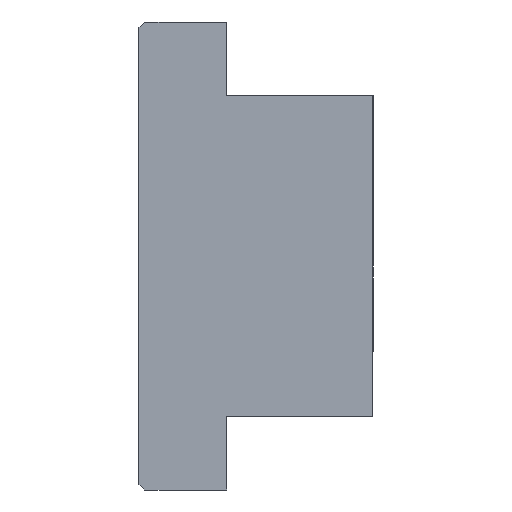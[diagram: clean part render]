
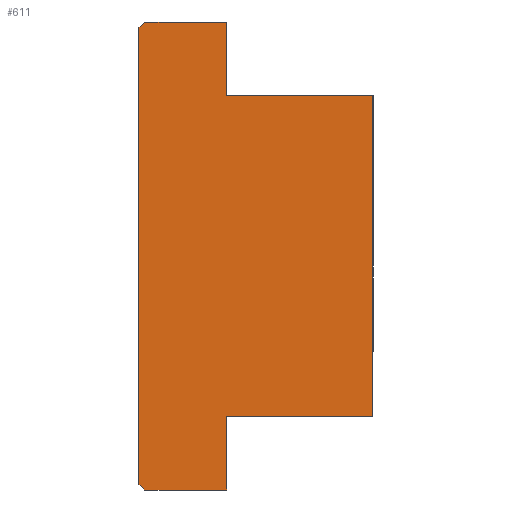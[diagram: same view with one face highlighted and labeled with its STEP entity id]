
A CAD part, left-side view. The second image highlights one B-rep face of the part: STEP entity #611.
In plain terms, the highlighted planar face has unit normal (-1, 0, 0).
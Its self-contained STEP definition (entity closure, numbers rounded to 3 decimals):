
#1 = VERTEX_POINT ( 'NONE', #480 ) ;
#39 = CARTESIAN_POINT ( 'NONE',  ( 0., -1., -80. ) ) ;
#40 = EDGE_CURVE ( 'NONE', #123, #1, #112, .T. ) ;
#47 = VERTEX_POINT ( 'NONE', #140 ) ;
#52 = DIRECTION ( 'NONE',  ( 0., 0., 1. ) ) ;
#56 = LINE ( 'NONE', #113, #570 ) ;
#66 = ORIENTED_EDGE ( 'NONE', *, *, #651, .T. ) ;
#76 = EDGE_CURVE ( 'NONE', #481, #47, #540, .T. ) ;
#91 = ORIENTED_EDGE ( 'NONE', *, *, #154, .F. ) ;
#101 = ORIENTED_EDGE ( 'NONE', *, *, #184, .F. ) ;
#103 = CARTESIAN_POINT ( 'NONE',  ( 0., -15., -67.5 ) ) ;
#105 = CARTESIAN_POINT ( 'NONE',  ( 0., 0., 0. ) ) ;
#110 = CARTESIAN_POINT ( 'NONE',  ( 0., 0., -79. ) ) ;
#112 = LINE ( 'NONE', #304, #357 ) ;
#113 = CARTESIAN_POINT ( 'NONE',  ( 0., -0.5, -0.5 ) ) ;
#123 = VERTEX_POINT ( 'NONE', #133 ) ;
#133 = CARTESIAN_POINT ( 'NONE',  ( 0., -1., 0. ) ) ;
#135 = EDGE_CURVE ( 'NONE', #144, #481, #139, .T. ) ;
#139 = LINE ( 'NONE', #652, #645 ) ;
#140 = CARTESIAN_POINT ( 'NONE',  ( 0., -40., -67.5 ) ) ;
#144 = VERTEX_POINT ( 'NONE', #707 ) ;
#154 = EDGE_CURVE ( 'NONE', #733, #265, #646, .T. ) ;
#157 = CARTESIAN_POINT ( 'NONE',  ( 0., 0., 0. ) ) ;
#169 = ORIENTED_EDGE ( 'NONE', *, *, #525, .T. ) ;
#184 = EDGE_CURVE ( 'NONE', #1, #144, #539, .T. ) ;
#223 = PLANE ( 'NONE',  #576 ) ;
#228 = ORIENTED_EDGE ( 'NONE', *, *, #40, .F. ) ;
#236 = ORIENTED_EDGE ( 'NONE', *, *, #556, .F. ) ;
#253 = FACE_OUTER_BOUND ( 'NONE', #413, .T. ) ;
#259 = VECTOR ( 'NONE', #301, 1000. ) ;
#264 = CARTESIAN_POINT ( 'NONE',  ( 0., -40., -12.5 ) ) ;
#265 = VERTEX_POINT ( 'NONE', #39 ) ;
#273 = DIRECTION ( 'NONE',  ( 0., 0.707, -0.707 ) ) ;
#292 = LINE ( 'NONE', #157, #742 ) ;
#301 = DIRECTION ( 'NONE',  ( 0., 0., -1. ) ) ;
#304 = CARTESIAN_POINT ( 'NONE',  ( 0., -15., 0. ) ) ;
#309 = EDGE_CURVE ( 'NONE', #425, #339, #292, .T. ) ;
#335 = DIRECTION ( 'NONE',  ( 0., 1., 0. ) ) ;
#339 = VERTEX_POINT ( 'NONE', #691 ) ;
#341 = CARTESIAN_POINT ( 'NONE',  ( 0., -15., -80. ) ) ;
#357 = VECTOR ( 'NONE', #491, 1000. ) ;
#360 = CARTESIAN_POINT ( 'NONE',  ( 0., -40., -67.5 ) ) ;
#368 = CARTESIAN_POINT ( 'NONE',  ( 0., -15., -12.5 ) ) ;
#378 = VECTOR ( 'NONE', #433, 1000. ) ;
#381 = CARTESIAN_POINT ( 'NONE',  ( 0., -15., -80. ) ) ;
#394 = DIRECTION ( 'NONE',  ( 0., 0., 1. ) ) ;
#407 = ORIENTED_EDGE ( 'NONE', *, *, #76, .F. ) ;
#413 = EDGE_LOOP ( 'NONE', ( #740, #169, #91, #236, #549, #407, #711, #101, #228, #66 ) ) ;
#420 = VECTOR ( 'NONE', #335, 1000. ) ;
#425 = VERTEX_POINT ( 'NONE', #110 ) ;
#430 = DIRECTION ( 'NONE',  ( 0., 1., 0. ) ) ;
#433 = DIRECTION ( 'NONE',  ( 0., 0., -1. ) ) ;
#436 = CARTESIAN_POINT ( 'NONE',  ( 0., 0., -80. ) ) ;
#457 = VECTOR ( 'NONE', #566, 1000. ) ;
#480 = CARTESIAN_POINT ( 'NONE',  ( 0., -15., 0. ) ) ;
#481 = VERTEX_POINT ( 'NONE', #264 ) ;
#491 = DIRECTION ( 'NONE',  ( 0., -1., 0. ) ) ;
#505 = LINE ( 'NONE', #736, #420 ) ;
#521 = LINE ( 'NONE', #620, #457 ) ;
#522 = VERTEX_POINT ( 'NONE', #103 ) ;
#525 = EDGE_CURVE ( 'NONE', #425, #265, #521, .T. ) ;
#539 = LINE ( 'NONE', #368, #378 ) ;
#540 = LINE ( 'NONE', #360, #259 ) ;
#541 = VECTOR ( 'NONE', #430, 1000. ) ;
#549 = ORIENTED_EDGE ( 'NONE', *, *, #657, .F. ) ;
#556 = EDGE_CURVE ( 'NONE', #522, #733, #719, .T. ) ;
#566 = DIRECTION ( 'NONE',  ( 0., -0.707, -0.707 ) ) ;
#568 = DIRECTION ( 'NONE',  ( 0., 0., -1. ) ) ;
#570 = VECTOR ( 'NONE', #273, 1000. ) ;
#576 = AXIS2_PLACEMENT_3D ( 'NONE', #105, #579, #52 ) ;
#579 = DIRECTION ( 'NONE',  ( -1., 0., 0. ) ) ;
#582 = VECTOR ( 'NONE', #568, 1000. ) ;
#611 = ADVANCED_FACE ( 'NONE', ( #253 ), #223, .T. ) ;
#620 = CARTESIAN_POINT ( 'NONE',  ( 0., 39.5, -39.5 ) ) ;
#645 = VECTOR ( 'NONE', #706, 1000. ) ;
#646 = LINE ( 'NONE', #436, #541 ) ;
#651 = EDGE_CURVE ( 'NONE', #123, #339, #56, .T. ) ;
#652 = CARTESIAN_POINT ( 'NONE',  ( 0., -40., -12.5 ) ) ;
#657 = EDGE_CURVE ( 'NONE', #47, #522, #505, .T. ) ;
#691 = CARTESIAN_POINT ( 'NONE',  ( 0., 0., -1. ) ) ;
#706 = DIRECTION ( 'NONE',  ( 0., -1., 0. ) ) ;
#707 = CARTESIAN_POINT ( 'NONE',  ( 0., -15., -12.5 ) ) ;
#711 = ORIENTED_EDGE ( 'NONE', *, *, #135, .F. ) ;
#719 = LINE ( 'NONE', #381, #582 ) ;
#733 = VERTEX_POINT ( 'NONE', #341 ) ;
#736 = CARTESIAN_POINT ( 'NONE',  ( 0., -15., -67.5 ) ) ;
#740 = ORIENTED_EDGE ( 'NONE', *, *, #309, .F. ) ;
#742 = VECTOR ( 'NONE', #394, 1000. ) ;
